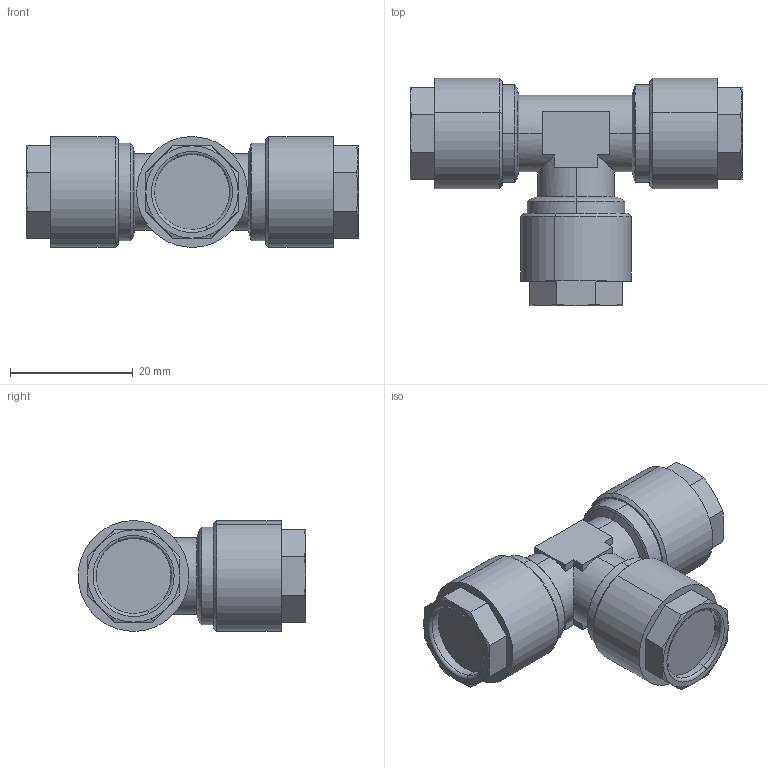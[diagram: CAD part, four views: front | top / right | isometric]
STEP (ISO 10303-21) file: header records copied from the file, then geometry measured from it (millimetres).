
FILE_DESCRIPTION (( 'STEP AP214' ), '1' );
FILE_NAME ('0123000009.step', '2012-09-28T13:26:11', ( '' ), ( '' ), 'SwSTEP 2.0', 'SolidWorks 2012', '' );
FILE_SCHEMA (( 'AUTOMOTIVE_DESIGN' ));
Length unit declared in the file: millimetre
Products named in the file (1): 0123000009
Bounding box: 54 x 36.99 x 17.98 mm (x, y, z)
Volume: 14344.2 mm3; surface area: 5102.9 mm2
Topology: 1 solids, 3 shells, 141 faces, 317 edges, 191 vertices
Faces by surface type: plane 56, cone 45, cylinder 28, torus 12
Entity records: 5543 total; most frequent: CARTESIAN_POINT 831, DIRECTION 674, ORIENTED_EDGE 634, EDGE_CURVE 317, AXIS2_PLACEMENT_3D 268, VERTEX_POINT 191, EDGE_LOOP 150, UNCERTAINTY_MEASURE_WITH_UNIT 144
